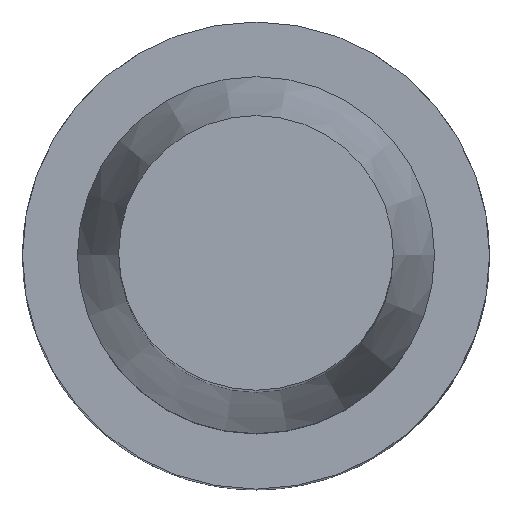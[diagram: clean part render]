
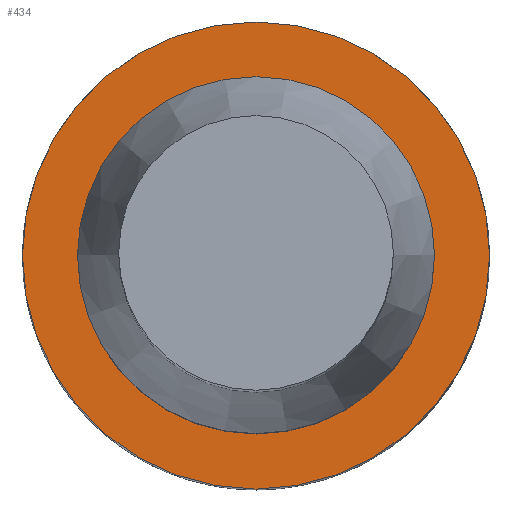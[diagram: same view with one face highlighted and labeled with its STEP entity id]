
A CAD part, top view. The second image highlights one B-rep face of the part: STEP entity #434.
In plain terms, the highlighted planar face has unit normal (0, 0, 1).
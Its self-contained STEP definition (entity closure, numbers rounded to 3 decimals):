
#43=FACE_BOUND($,#156,.T.);
#44=FACE_BOUND($,#157,.T.);
#67=CIRCLE($,#485,6.5);
#69=CIRCLE($,#489,8.505);
#156=EDGE_LOOP($,(#358));
#157=EDGE_LOOP($,(#359));
#216=VERTEX_POINT($,#1657);
#218=VERTEX_POINT($,#1663);
#263=EDGE_CURVE($,#216,#216,#67,.T.);
#265=EDGE_CURVE($,#218,#218,#69,.T.);
#358=ORIENTED_EDGE($,*,*,#263,.T.);
#359=ORIENTED_EDGE($,*,*,#265,.F.);
#374=PLANE($,#490);
#434=ADVANCED_FACE($,(#43,#44),#374,.F.);
#485=AXIS2_PLACEMENT_3D($,#1658,#599,#600);
#489=AXIS2_PLACEMENT_3D($,#1664,#607,#608);
#490=AXIS2_PLACEMENT_3D($,#1665,#609,#610);
#599=DIRECTION('center_axis',(0.,0.,-1.));
#600=DIRECTION('ref_axis',(-1.,0.,0.));
#607=DIRECTION('center_axis',(0.,0.,-1.));
#608=DIRECTION('ref_axis',(-1.,0.,0.));
#609=DIRECTION('center_axis',(0.,0.,-1.));
#610=DIRECTION('ref_axis',(-1.,0.,0.));
#1657=CARTESIAN_POINT('',(6.5,0.,21.));
#1658=CARTESIAN_POINT('Origin',(0.,0.,21.));
#1663=CARTESIAN_POINT('',(8.505,0.,21.));
#1664=CARTESIAN_POINT('Origin',(0.,0.,21.));
#1665=CARTESIAN_POINT('Origin',(0.,0.,21.));
